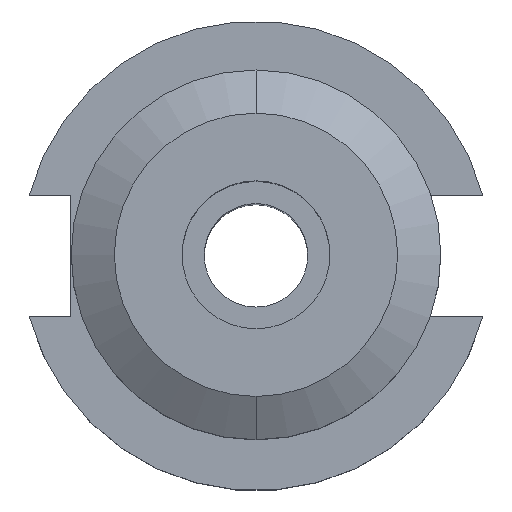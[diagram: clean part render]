
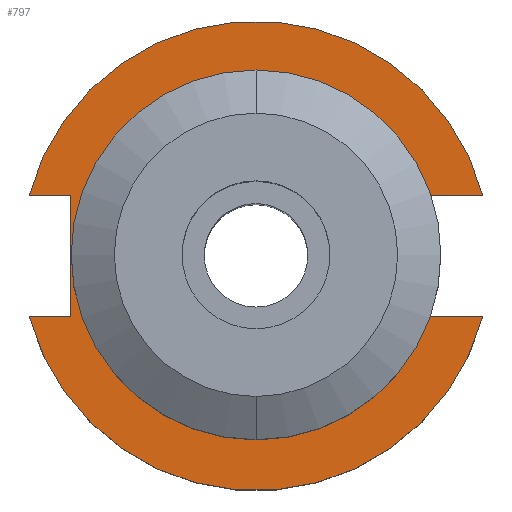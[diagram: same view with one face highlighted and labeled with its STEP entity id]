
A CAD part, top view. The second image highlights one B-rep face of the part: STEP entity #797.
In plain terms, the highlighted planar face has unit normal (0, 0, 1).
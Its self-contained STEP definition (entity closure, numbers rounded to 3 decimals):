
#32 = VERTEX_POINT ( 'NONE', #1253 ) ;
#49 = CARTESIAN_POINT ( 'NONE',  ( -25.091, -8.191, 19.05 ) ) ;
#65 = DIRECTION ( 'NONE',  ( 1., 0., 0. ) ) ;
#93 = CARTESIAN_POINT ( 'NONE',  ( 0., -8.191, 19.05 ) ) ;
#114 = ORIENTED_EDGE ( 'NONE', *, *, #660, .T. ) ;
#119 = CARTESIAN_POINT ( 'NONE',  ( 22.606, 8.191, 19.05 ) ) ;
#132 = EDGE_CURVE ( 'NONE', #1328, #543, #339, .T. ) ;
#168 = CARTESIAN_POINT ( 'NONE',  ( 0., 0., 19.05 ) ) ;
#176 = VECTOR ( 'NONE', #65, 1000. ) ;
#179 = LINE ( 'NONE', #93, #1594 ) ;
#185 = DIRECTION ( 'NONE',  ( 1., 0., 0. ) ) ;
#199 = CARTESIAN_POINT ( 'NONE',  ( 30.675, -8.191, 19.05 ) ) ;
#221 = ORIENTED_EDGE ( 'NONE', *, *, #1373, .F. ) ;
#261 = EDGE_LOOP ( 'NONE', ( #784, #221, #114, #355, #643, #1196, #503, #985 ) ) ;
#271 = CARTESIAN_POINT ( 'NONE',  ( 0., 0., 19.05 ) ) ;
#287 = DIRECTION ( 'NONE',  ( 1., 0., 0. ) ) ;
#313 = CARTESIAN_POINT ( 'NONE',  ( -61.091, 8.191, 19.05 ) ) ;
#329 = CARTESIAN_POINT ( 'NONE',  ( 0., 8.191, 19.05 ) ) ;
#339 = CIRCLE ( 'NONE', #979, 22.225 ) ;
#340 = CARTESIAN_POINT ( 'NONE',  ( 0., 22.225, 19.05 ) ) ;
#355 = ORIENTED_EDGE ( 'NONE', *, *, #846, .F. ) ;
#387 = AXIS2_PLACEMENT_3D ( 'NONE', #168, #939, #287 ) ;
#417 = CARTESIAN_POINT ( 'NONE',  ( -30.675, 8.191, 19.05 ) ) ;
#446 = EDGE_CURVE ( 'NONE', #1166, #1289, #999, .T. ) ;
#448 = DIRECTION ( 'NONE',  ( -1., 0., 0. ) ) ;
#451 = VERTEX_POINT ( 'NONE', #199 ) ;
#472 = CIRCLE ( 'NONE', #483, 31.75 ) ;
#483 = AXIS2_PLACEMENT_3D ( 'NONE', #1182, #1065, #1596 ) ;
#503 = ORIENTED_EDGE ( 'NONE', *, *, #552, .T. ) ;
#511 = EDGE_CURVE ( 'NONE', #32, #628, #773, .T. ) ;
#529 = LINE ( 'NONE', #835, #710 ) ;
#543 = VERTEX_POINT ( 'NONE', #1031 ) ;
#552 = EDGE_CURVE ( 'NONE', #570, #1166, #697, .T. ) ;
#570 = VERTEX_POINT ( 'NONE', #1156 ) ;
#595 = CIRCLE ( 'NONE', #387, 22.225 ) ;
#613 = VECTOR ( 'NONE', #185, 1000. ) ;
#628 = VERTEX_POINT ( 'NONE', #119 ) ;
#636 = EDGE_CURVE ( 'NONE', #543, #1328, #595, .T. ) ;
#643 = ORIENTED_EDGE ( 'NONE', *, *, #511, .T. ) ;
#660 = EDGE_CURVE ( 'NONE', #964, #451, #472, .T. ) ;
#697 = CIRCLE ( 'NONE', #1100, 31.75 ) ;
#710 = VECTOR ( 'NONE', #1484, 1000. ) ;
#738 = DIRECTION ( 'NONE',  ( 0., 0., -1. ) ) ;
#753 = EDGE_CURVE ( 'NONE', #570, #628, #1036, .T. ) ;
#773 = LINE ( 'NONE', #1371, #1282 ) ;
#775 = DIRECTION ( 'NONE',  ( 0., 0., 1. ) ) ;
#784 = ORIENTED_EDGE ( 'NONE', *, *, #1283, .T. ) ;
#797 = ADVANCED_FACE ( 'NONE', ( #1330, #940 ), #1249, .F. ) ;
#835 = CARTESIAN_POINT ( 'NONE',  ( -25.091, 8.191, 19.05 ) ) ;
#846 = EDGE_CURVE ( 'NONE', #32, #451, #179, .T. ) ;
#939 = DIRECTION ( 'NONE',  ( 0., 0., 1. ) ) ;
#940 = FACE_OUTER_BOUND ( 'NONE', #261, .T. ) ;
#964 = VERTEX_POINT ( 'NONE', #1332 ) ;
#979 = AXIS2_PLACEMENT_3D ( 'NONE', #1562, #1050, #1305 ) ;
#985 = ORIENTED_EDGE ( 'NONE', *, *, #446, .T. ) ;
#999 = LINE ( 'NONE', #313, #613 ) ;
#1031 = CARTESIAN_POINT ( 'NONE',  ( -22.225, 0., 19.05 ) ) ;
#1036 = LINE ( 'NONE', #329, #1063 ) ;
#1050 = DIRECTION ( 'NONE',  ( 0., 0., 1. ) ) ;
#1063 = VECTOR ( 'NONE', #448, 1000. ) ;
#1065 = DIRECTION ( 'NONE',  ( 0., 0., 1. ) ) ;
#1083 = CARTESIAN_POINT ( 'NONE',  ( -25.091, 8.191, 19.05 ) ) ;
#1100 = AXIS2_PLACEMENT_3D ( 'NONE', #271, #775, #1160 ) ;
#1122 = DIRECTION ( 'NONE',  ( -1., 0., 0. ) ) ;
#1136 = EDGE_LOOP ( 'NONE', ( #1151, #1374 ) ) ;
#1151 = ORIENTED_EDGE ( 'NONE', *, *, #132, .F. ) ;
#1156 = CARTESIAN_POINT ( 'NONE',  ( 30.675, 8.191, 19.05 ) ) ;
#1160 = DIRECTION ( 'NONE',  ( 1., 0., 0. ) ) ;
#1166 = VERTEX_POINT ( 'NONE', #417 ) ;
#1182 = CARTESIAN_POINT ( 'NONE',  ( 0., 0., 19.05 ) ) ;
#1196 = ORIENTED_EDGE ( 'NONE', *, *, #753, .F. ) ;
#1249 = PLANE ( 'NONE',  #1499 ) ;
#1253 = CARTESIAN_POINT ( 'NONE',  ( 22.606, -8.191, 19.05 ) ) ;
#1266 = DIRECTION ( 'NONE',  ( 1., 0., 0. ) ) ;
#1276 = VERTEX_POINT ( 'NONE', #49 ) ;
#1277 = LINE ( 'NONE', #1643, #176 ) ;
#1282 = VECTOR ( 'NONE', #1632, 1000. ) ;
#1283 = EDGE_CURVE ( 'NONE', #1289, #1276, #529, .T. ) ;
#1289 = VERTEX_POINT ( 'NONE', #1083 ) ;
#1305 = DIRECTION ( 'NONE',  ( 1., 0., 0. ) ) ;
#1328 = VERTEX_POINT ( 'NONE', #1355 ) ;
#1330 = FACE_BOUND ( 'NONE', #1136, .T. ) ;
#1332 = CARTESIAN_POINT ( 'NONE',  ( -30.675, -8.191, 19.05 ) ) ;
#1355 = CARTESIAN_POINT ( 'NONE',  ( 22.225, 0., 19.05 ) ) ;
#1371 = CARTESIAN_POINT ( 'NONE',  ( 22.606, 22.225, 19.05 ) ) ;
#1373 = EDGE_CURVE ( 'NONE', #964, #1276, #1277, .T. ) ;
#1374 = ORIENTED_EDGE ( 'NONE', *, *, #636, .F. ) ;
#1484 = DIRECTION ( 'NONE',  ( 0., -1., 0. ) ) ;
#1499 = AXIS2_PLACEMENT_3D ( 'NONE', #340, #738, #1122 ) ;
#1562 = CARTESIAN_POINT ( 'NONE',  ( 0., 0., 19.05 ) ) ;
#1594 = VECTOR ( 'NONE', #1266, 1000. ) ;
#1596 = DIRECTION ( 'NONE',  ( 1., 0., 0. ) ) ;
#1632 = DIRECTION ( 'NONE',  ( 0., 1., 0. ) ) ;
#1643 = CARTESIAN_POINT ( 'NONE',  ( -61.091, -8.191, 19.05 ) ) ;
